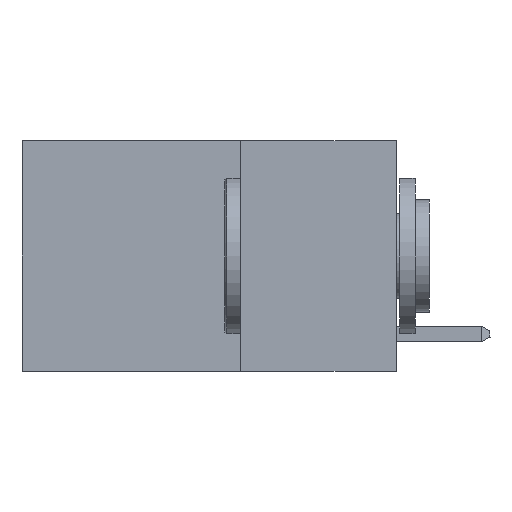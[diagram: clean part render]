
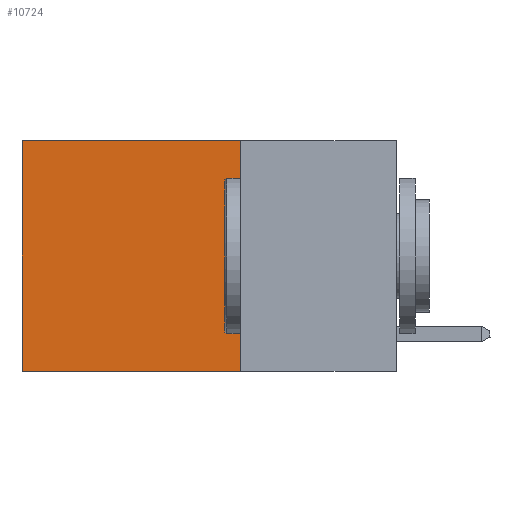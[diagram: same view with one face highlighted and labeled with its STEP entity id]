
A CAD part, left-side view. The second image highlights one B-rep face of the part: STEP entity #10724.
In plain terms, the highlighted planar face has unit normal (-1, 0, 0).
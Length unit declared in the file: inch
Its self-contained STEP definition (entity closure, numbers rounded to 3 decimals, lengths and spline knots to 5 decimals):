
#754 = ORIENTED_EDGE ( 'NONE', *, *, #1301, .T. ) ;
#986 = AXIS2_PLACEMENT_3D ( 'NONE', #1263, #7474, #1518 ) ;
#1263 = CARTESIAN_POINT ( 'NONE',  ( 0.2625, 0.25, 0. ) ) ;
#1301 = EDGE_CURVE ( 'NONE', #10507, #10898, #7678, .T. ) ;
#1518 = DIRECTION ( 'NONE',  ( 0., 0., -1. ) ) ;
#1954 = EDGE_CURVE ( 'NONE', #10248, #8744, #6423, .T. ) ;
#2505 = PLANE ( 'NONE',  #986 ) ;
#3080 = ORIENTED_EDGE ( 'NONE', *, *, #10237, .F. ) ;
#3354 = CARTESIAN_POINT ( 'NONE',  ( 0.2625, 0.25, -0.37 ) ) ;
#4641 = ORIENTED_EDGE ( 'NONE', *, *, #5709, .T. ) ;
#4967 = EDGE_LOOP ( 'NONE', ( #4641, #10285, #3080, #754 ) ) ;
#5148 = LINE ( 'NONE', #9081, #5875 ) ;
#5449 = CARTESIAN_POINT ( 'NONE',  ( 0.2625, 0.25, 0. ) ) ;
#5709 = EDGE_CURVE ( 'NONE', #10898, #8744, #5148, .T. ) ;
#5792 = VECTOR ( 'NONE', #7393, 39.37008 ) ;
#5875 = VECTOR ( 'NONE', #8130, 39.37008 ) ;
#6423 = LINE ( 'NONE', #3354, #5792 ) ;
#6774 = CARTESIAN_POINT ( 'NONE',  ( 0.2625, 0.6, 0. ) ) ;
#6838 = DIRECTION ( 'NONE',  ( 0., 1., 0. ) ) ;
#7291 = VECTOR ( 'NONE', #6838, 39.37008 ) ;
#7393 = DIRECTION ( 'NONE',  ( 0., 1., 0. ) ) ;
#7474 = DIRECTION ( 'NONE',  ( 1., 0., 0. ) ) ;
#7678 = LINE ( 'NONE', #11849, #7291 ) ;
#8130 = DIRECTION ( 'NONE',  ( 0., 0., -1. ) ) ;
#8744 = VERTEX_POINT ( 'NONE', #10571 ) ;
#9081 = CARTESIAN_POINT ( 'NONE',  ( 0.2625, 0.6, 0. ) ) ;
#9481 = DIRECTION ( 'NONE',  ( 0., 0., -1. ) ) ;
#10073 = CARTESIAN_POINT ( 'NONE',  ( 0.2625, 0.25, 0. ) ) ;
#10237 = EDGE_CURVE ( 'NONE', #10507, #10248, #10472, .T. ) ;
#10248 = VERTEX_POINT ( 'NONE', #12498 ) ;
#10285 = ORIENTED_EDGE ( 'NONE', *, *, #1954, .F. ) ;
#10472 = LINE ( 'NONE', #5449, #11944 ) ;
#10507 = VERTEX_POINT ( 'NONE', #10073 ) ;
#10571 = CARTESIAN_POINT ( 'NONE',  ( 0.2625, 0.6, -0.37 ) ) ;
#10724 = ADVANCED_FACE ( 'NONE', ( #11580 ), #2505, .F. ) ;
#10898 = VERTEX_POINT ( 'NONE', #6774 ) ;
#11580 = FACE_OUTER_BOUND ( 'NONE', #4967, .T. ) ;
#11849 = CARTESIAN_POINT ( 'NONE',  ( 0.2625, 0.25, 0. ) ) ;
#11944 = VECTOR ( 'NONE', #9481, 39.37008 ) ;
#12498 = CARTESIAN_POINT ( 'NONE',  ( 0.2625, 0.25, -0.37 ) ) ;
